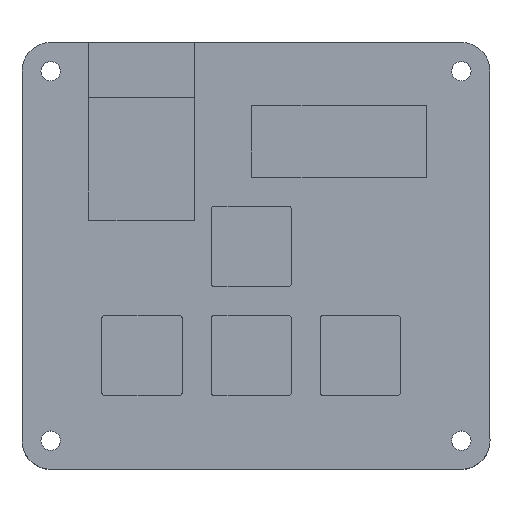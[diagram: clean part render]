
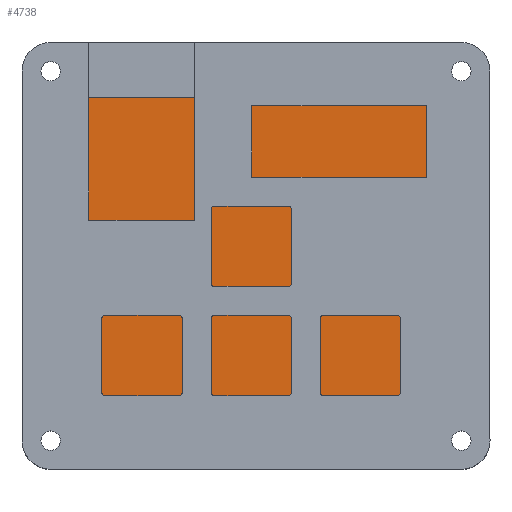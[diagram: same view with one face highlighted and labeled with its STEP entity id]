
A CAD part, top view. The second image highlights one B-rep face of the part: STEP entity #4738.
In plain terms, the highlighted planar face has unit normal (0, 0, 1).
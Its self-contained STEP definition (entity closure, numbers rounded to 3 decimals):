
#685=FACE_OUTER_BOUND('',#957,.T.);
#957=EDGE_LOOP('',(#4070,#4071,#4072,#4073));
#1339=LINE('',#8823,#1751);
#1341=LINE('',#8827,#1753);
#1342=LINE('',#8829,#1754);
#1343=LINE('',#8830,#1755);
#1751=VECTOR('',#5526,10.);
#1753=VECTOR('',#5530,10.);
#1754=VECTOR('',#5531,10.);
#1755=VECTOR('',#5532,10.);
#2226=VERTEX_POINT('',#8820);
#2227=VERTEX_POINT('',#8822);
#2228=VERTEX_POINT('',#8826);
#2229=VERTEX_POINT('',#8828);
#2865=EDGE_CURVE('',#2226,#2227,#1339,.T.);
#2867=EDGE_CURVE('',#2228,#2226,#1341,.T.);
#2868=EDGE_CURVE('',#2229,#2228,#1342,.T.);
#2869=EDGE_CURVE('',#2227,#2229,#1343,.T.);
#4070=ORIENTED_EDGE('',*,*,#2867,.F.);
#4071=ORIENTED_EDGE('',*,*,#2868,.F.);
#4072=ORIENTED_EDGE('',*,*,#2869,.F.);
#4073=ORIENTED_EDGE('',*,*,#2865,.F.);
#4517=PLANE('',#4925);
#4738=ADVANCED_FACE('',(#685),#4517,.T.);
#4925=AXIS2_PLACEMENT_3D('',#8825,#5528,#5529);
#5526=DIRECTION('',(1.,0.,0.));
#5528=DIRECTION('center_axis',(0.,0.,1.));
#5529=DIRECTION('ref_axis',(1.,0.,0.));
#5530=DIRECTION('',(0.,1.,0.));
#5531=DIRECTION('',(-1.,0.,0.));
#5532=DIRECTION('',(0.,-1.,0.));
#8820=CARTESIAN_POINT('',(0.,55.5,3.));
#8822=CARTESIAN_POINT('',(62.7,55.5,3.));
#8823=CARTESIAN_POINT('',(15.675,55.5,3.));
#8825=CARTESIAN_POINT('Origin',(31.35,27.75,3.));
#8826=CARTESIAN_POINT('',(0.,0.,3.));
#8827=CARTESIAN_POINT('',(0.,13.875,3.));
#8828=CARTESIAN_POINT('',(62.7,0.,3.));
#8829=CARTESIAN_POINT('',(47.025,0.,3.));
#8830=CARTESIAN_POINT('',(62.7,41.625,3.));
